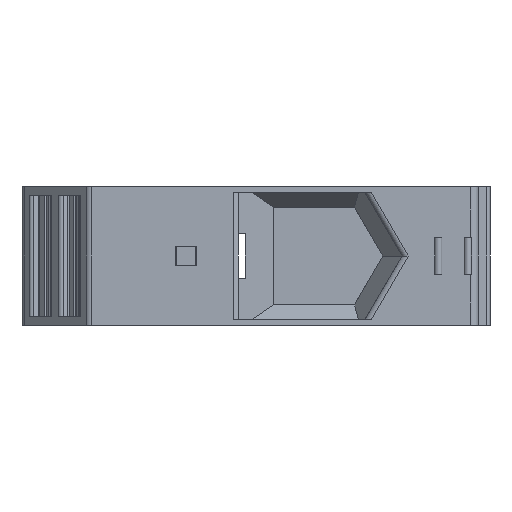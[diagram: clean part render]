
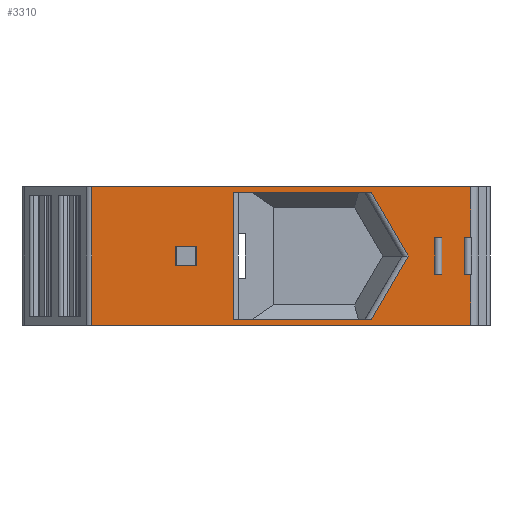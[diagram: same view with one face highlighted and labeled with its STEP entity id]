
A CAD part, left-side view. The second image highlights one B-rep face of the part: STEP entity #3310.
In plain terms, the highlighted planar face has unit normal (-1, 0, 0).
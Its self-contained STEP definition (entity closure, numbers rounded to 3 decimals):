
#152=DIRECTION('',(0.,-1.,0.));
#153=VECTOR('',#152,102.672);
#154=CARTESIAN_POINT('',(-50.,100.672,-18.8));
#155=LINE('',#154,#153);
#262=DIRECTION('',(0.,0.,1.));
#263=VECTOR('',#262,13.8);
#264=CARTESIAN_POINT('',(-50.,-2.,5.));
#265=LINE('',#264,#263);
#266=DIRECTION('',(0.,0.,1.));
#267=VECTOR('',#266,13.8);
#268=CARTESIAN_POINT('',(-50.,-2.,-18.8));
#269=LINE('',#268,#267);
#296=DIRECTION('',(0.,-0.5,-0.866));
#297=VECTOR('',#296,19.976);
#298=CARTESIAN_POINT('',(-50.,24.939,17.3));
#299=LINE('',#298,#297);
#300=DIRECTION('',(0.,-1.,0.));
#301=VECTOR('',#300,37.389);
#302=CARTESIAN_POINT('',(-50.,62.328,17.3));
#303=LINE('',#302,#301);
#304=DIRECTION('',(0.,0.,-1.));
#305=VECTOR('',#304,34.6);
#306=CARTESIAN_POINT('',(-50.,62.328,17.3));
#307=LINE('',#306,#305);
#308=DIRECTION('',(0.,-1.,0.));
#309=VECTOR('',#308,37.389);
#310=CARTESIAN_POINT('',(-50.,62.328,-17.3));
#311=LINE('',#310,#309);
#312=DIRECTION('',(0.,-0.5,0.866));
#313=VECTOR('',#312,19.976);
#314=CARTESIAN_POINT('',(-50.,24.939,-17.3));
#315=LINE('',#314,#313);
#316=DIRECTION('',(0.,1.,0.));
#317=VECTOR('',#316,1.8);
#318=CARTESIAN_POINT('',(-50.,-2.,-5.));
#319=LINE('',#318,#317);
#320=DIRECTION('',(0.,0.,1.));
#321=VECTOR('',#320,37.6);
#322=CARTESIAN_POINT('',(-50.,100.672,-18.8));
#323=LINE('',#322,#321);
#324=DIRECTION('',(0.,1.,0.));
#325=VECTOR('',#324,1.8);
#326=CARTESIAN_POINT('',(-50.,-2.,5.));
#327=LINE('',#326,#325);
#328=DIRECTION('',(0.,0.,1.));
#329=VECTOR('',#328,10.);
#330=CARTESIAN_POINT('',(-50.,-0.2,-5.));
#331=LINE('',#330,#329);
#332=DIRECTION('',(0.,1.,0.));
#333=VECTOR('',#332,2.);
#334=CARTESIAN_POINT('',(-50.,5.8,-5.));
#335=LINE('',#334,#333);
#336=DIRECTION('',(0.,0.,1.));
#337=VECTOR('',#336,10.);
#338=CARTESIAN_POINT('',(-50.,5.8,-5.));
#339=LINE('',#338,#337);
#340=DIRECTION('',(0.,1.,0.));
#341=VECTOR('',#340,2.);
#342=CARTESIAN_POINT('',(-50.,5.8,5.));
#343=LINE('',#342,#341);
#344=DIRECTION('',(0.,0.,1.));
#345=VECTOR('',#344,10.);
#346=CARTESIAN_POINT('',(-50.,7.8,-5.));
#347=LINE('',#346,#345);
#348=DIRECTION('',(0.,1.,0.));
#349=VECTOR('',#348,5.736);
#350=CARTESIAN_POINT('',(-50.,72.232,-2.6));
#351=LINE('',#350,#349);
#352=DIRECTION('',(0.,0.,1.));
#353=VECTOR('',#352,5.2);
#354=CARTESIAN_POINT('',(-50.,72.232,-2.6));
#355=LINE('',#354,#353);
#356=DIRECTION('',(0.,1.,0.));
#357=VECTOR('',#356,5.736);
#358=CARTESIAN_POINT('',(-50.,72.232,2.6));
#359=LINE('',#358,#357);
#360=DIRECTION('',(0.,0.,1.));
#361=VECTOR('',#360,5.2);
#362=CARTESIAN_POINT('',(-50.,77.968,-2.6));
#363=LINE('',#362,#361);
#771=DIRECTION('',(0.,-1.,0.));
#772=VECTOR('',#771,102.672);
#773=CARTESIAN_POINT('',(-50.,100.672,18.8));
#774=LINE('',#773,#772);
#2314=CARTESIAN_POINT('',(-50.,100.672,-18.8));
#2315=VERTEX_POINT('',#2314);
#2316=CARTESIAN_POINT('',(-50.,-2.,-18.8));
#2317=VERTEX_POINT('',#2316);
#2400=CARTESIAN_POINT('',(-50.,100.672,18.8));
#2401=VERTEX_POINT('',#2400);
#2402=CARTESIAN_POINT('',(-50.,-2.,18.8));
#2403=VERTEX_POINT('',#2402);
#2764=CARTESIAN_POINT('',(-50.,62.328,17.3));
#2765=CARTESIAN_POINT('',(-50.,62.328,-17.3));
#2766=VERTEX_POINT('',#2764);
#2767=VERTEX_POINT('',#2765);
#2818=CARTESIAN_POINT('',(-50.,24.939,17.3));
#2819=CARTESIAN_POINT('',(-50.,14.951,0.));
#2820=VERTEX_POINT('',#2818);
#2821=VERTEX_POINT('',#2819);
#2822=CARTESIAN_POINT('',(-50.,24.939,-17.3));
#2823=VERTEX_POINT('',#2822);
#2864=CARTESIAN_POINT('',(-50.,-2.,-5.));
#2865=CARTESIAN_POINT('',(-50.,-0.2,-5.));
#2866=VERTEX_POINT('',#2864);
#2867=VERTEX_POINT('',#2865);
#2868=CARTESIAN_POINT('',(-50.,5.8,-5.));
#2869=CARTESIAN_POINT('',(-50.,7.8,-5.));
#2870=VERTEX_POINT('',#2868);
#2871=VERTEX_POINT('',#2869);
#2872=CARTESIAN_POINT('',(-50.,-2.,5.));
#2873=CARTESIAN_POINT('',(-50.,-0.2,5.));
#2874=VERTEX_POINT('',#2872);
#2875=VERTEX_POINT('',#2873);
#2876=CARTESIAN_POINT('',(-50.,5.8,5.));
#2877=CARTESIAN_POINT('',(-50.,7.8,5.));
#2878=VERTEX_POINT('',#2876);
#2879=VERTEX_POINT('',#2877);
#2948=CARTESIAN_POINT('',(-50.,72.232,-2.6));
#2949=CARTESIAN_POINT('',(-50.,77.968,-2.6));
#2950=VERTEX_POINT('',#2948);
#2951=VERTEX_POINT('',#2949);
#2952=CARTESIAN_POINT('',(-50.,72.232,2.6));
#2953=CARTESIAN_POINT('',(-50.,77.968,2.6));
#2954=VERTEX_POINT('',#2952);
#2955=VERTEX_POINT('',#2953);
#3260=CARTESIAN_POINT('',(-50.,100.672,-18.8));
#3261=DIRECTION('',(-1.,0.,0.));
#3262=DIRECTION('',(0.,-1.,0.));
#3263=AXIS2_PLACEMENT_3D('',#3260,#3261,#3262);
#3264=PLANE('',#3263);
#3265=ORIENTED_EDGE('',*,*,#3232,.F.);
#3266=ORIENTED_EDGE('',*,*,#3222,.F.);
#3267=ORIENTED_EDGE('',*,*,#3023,.F.);
#3269=ORIENTED_EDGE('',*,*,#3268,.T.);
#3271=ORIENTED_EDGE('',*,*,#3270,.T.);
#3272=ORIENTED_EDGE('',*,*,#3216,.F.);
#3274=ORIENTED_EDGE('',*,*,#3273,.T.);
#3276=ORIENTED_EDGE('',*,*,#3275,.F.);
#3277=EDGE_LOOP('',(#3265,#3266,#3267,#3269,#3271,#3272,#3274,#3276));
#3278=FACE_OUTER_BOUND('',#3277,.F.);
#3280=ORIENTED_EDGE('',*,*,#3279,.F.);
#3282=ORIENTED_EDGE('',*,*,#3281,.F.);
#3284=ORIENTED_EDGE('',*,*,#3283,.T.);
#3286=ORIENTED_EDGE('',*,*,#3285,.T.);
#3288=ORIENTED_EDGE('',*,*,#3287,.T.);
#3289=EDGE_LOOP('',(#3280,#3282,#3284,#3286,#3288));
#3290=FACE_BOUND('',#3289,.F.);
#3291=ORIENTED_EDGE('',*,*,#3249,.F.);
#3293=ORIENTED_EDGE('',*,*,#3292,.T.);
#3295=ORIENTED_EDGE('',*,*,#3294,.T.);
#3297=ORIENTED_EDGE('',*,*,#3296,.F.);
#3298=EDGE_LOOP('',(#3291,#3293,#3295,#3297));
#3299=FACE_BOUND('',#3298,.F.);
#3301=ORIENTED_EDGE('',*,*,#3300,.F.);
#3303=ORIENTED_EDGE('',*,*,#3302,.T.);
#3305=ORIENTED_EDGE('',*,*,#3304,.T.);
#3307=ORIENTED_EDGE('',*,*,#3306,.F.);
#3308=EDGE_LOOP('',(#3301,#3303,#3305,#3307));
#3309=FACE_BOUND('',#3308,.F.);
#3023=EDGE_CURVE('',#2315,#2317,#155,.T.);
#3216=EDGE_CURVE('',#2874,#2403,#265,.T.);
#3222=EDGE_CURVE('',#2317,#2866,#269,.T.);
#3232=EDGE_CURVE('',#2866,#2867,#319,.T.);
#3249=EDGE_CURVE('',#2870,#2871,#335,.T.);
#3268=EDGE_CURVE('',#2315,#2401,#323,.T.);
#3270=EDGE_CURVE('',#2401,#2403,#774,.T.);
#3273=EDGE_CURVE('',#2874,#2875,#327,.T.);
#3275=EDGE_CURVE('',#2867,#2875,#331,.T.);
#3279=EDGE_CURVE('',#2820,#2821,#299,.T.);
#3281=EDGE_CURVE('',#2766,#2820,#303,.T.);
#3283=EDGE_CURVE('',#2766,#2767,#307,.T.);
#3285=EDGE_CURVE('',#2767,#2823,#311,.T.);
#3287=EDGE_CURVE('',#2823,#2821,#315,.T.);
#3292=EDGE_CURVE('',#2870,#2878,#339,.T.);
#3294=EDGE_CURVE('',#2878,#2879,#343,.T.);
#3296=EDGE_CURVE('',#2871,#2879,#347,.T.);
#3300=EDGE_CURVE('',#2950,#2951,#351,.T.);
#3302=EDGE_CURVE('',#2950,#2954,#355,.T.);
#3304=EDGE_CURVE('',#2954,#2955,#359,.T.);
#3306=EDGE_CURVE('',#2951,#2955,#363,.T.);
#3310=ADVANCED_FACE('',(#3278,#3290,#3299,#3309),#3264,.T.);
